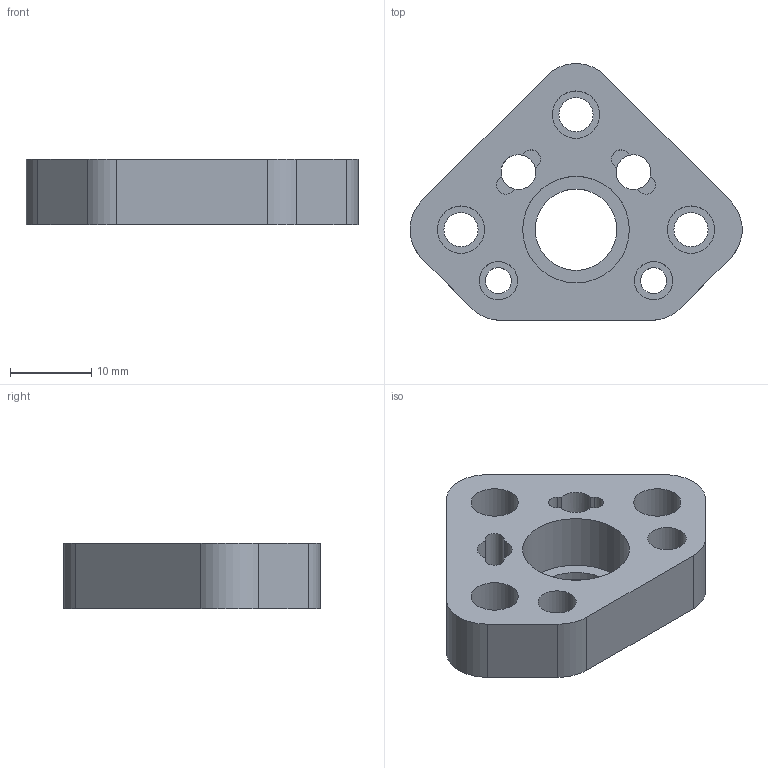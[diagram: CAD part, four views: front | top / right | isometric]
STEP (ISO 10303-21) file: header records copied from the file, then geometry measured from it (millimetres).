
FILE_DESCRIPTION(/* description */ (''),/* implementation_level */ '2;1');
FILE_NAME(/* name */ 'Mirror Mount_v2.step',/* time_stamp */ '2024-02-15T15:48:19-05:00',/* author */ (''),/* organization */ (''),/* preprocessor_version */ 'ST-DEVELOPER v20',/* originating_system */ 'Autodesk Translation Framework v12.20.1.177',/* authorisation */ '');
FILE_SCHEMA (('AUTOMOTIVE_DESIGN { 1 0 10303 214 3 1 1 }'));
Length unit declared in the file: millimetre
Products named in the file (1): Mirror Mount
Bounding box: 40.82 x 31.55 x 8 mm (x, y, z)
Volume: 4879.9 mm3; surface area: 3467.6 mm2
Topology: 1 solids, 1 shells, 48 faces, 120 edges, 80 vertices
Faces by surface type: plane 25, cylinder 23
Full cylindrical faces by diameter (mm): 3.2 x2, 4.2 x3, 4.293 x2, 4.72 x2, 5.82 x3, 10 x1, 13.1 x1
Entity records: 1523 total; most frequent: DIRECTION 272, CARTESIAN_POINT 249, ORIENTED_EDGE 240, EDGE_CURVE 120, AXIS2_PLACEMENT_3D 103, VERTEX_POINT 80, EDGE_LOOP 70, LINE 66
